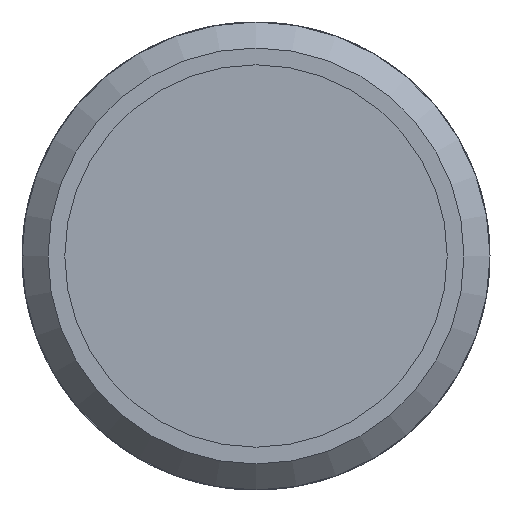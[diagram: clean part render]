
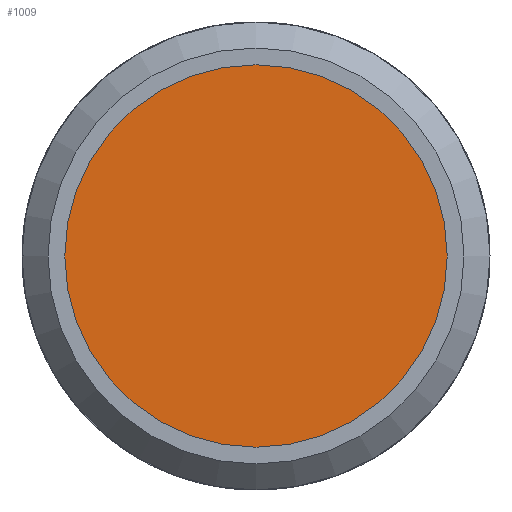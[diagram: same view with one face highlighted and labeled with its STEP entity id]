
A CAD part, left-side view. The second image highlights one B-rep face of the part: STEP entity #1009.
In plain terms, the highlighted planar face has unit normal (-1, 0, 0).
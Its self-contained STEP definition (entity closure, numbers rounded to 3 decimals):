
#43=PLANE('',#1097);
#98=FACE_OUTER_BOUND('',#156,.T.);
#156=EDGE_LOOP('',(#924,#925));
#182=CIRCLE('',#1095,7.355);
#183=CIRCLE('',#1096,7.355);
#459=VERTEX_POINT('',#10319);
#460=VERTEX_POINT('',#10320);
#613=EDGE_CURVE('',#459,#460,#182,.T.);
#614=EDGE_CURVE('',#460,#459,#183,.T.);
#924=ORIENTED_EDGE('',*,*,#613,.T.);
#925=ORIENTED_EDGE('',*,*,#614,.T.);
#1009=ADVANCED_FACE('',(#98),#43,.T.);
#1095=AXIS2_PLACEMENT_3D('',#10321,#1274,#1275);
#1096=AXIS2_PLACEMENT_3D('',#10322,#1276,#1277);
#1097=AXIS2_PLACEMENT_3D('',#10324,#1279,#1280);
#1274=DIRECTION('center_axis',(-1.,0.,0.));
#1275=DIRECTION('ref_axis',(0.,1.,0.));
#1276=DIRECTION('center_axis',(-1.,0.,0.));
#1277=DIRECTION('ref_axis',(0.,1.,0.));
#1279=DIRECTION('center_axis',(-1.,0.,0.));
#1280=DIRECTION('ref_axis',(0.,1.,0.));
#10319=CARTESIAN_POINT('',(-12.73,7.355,0.));
#10320=CARTESIAN_POINT('',(-12.73,-7.355,0.));
#10321=CARTESIAN_POINT('Origin',(-12.73,0.,0.));
#10322=CARTESIAN_POINT('Origin',(-12.73,0.,0.));
#10324=CARTESIAN_POINT('Origin',(-12.73,0.,0.));
